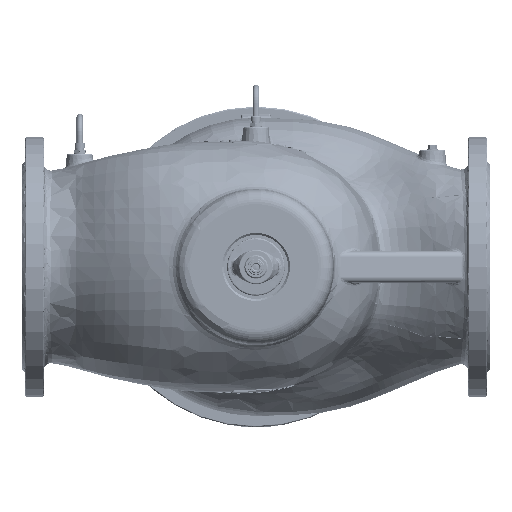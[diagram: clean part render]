
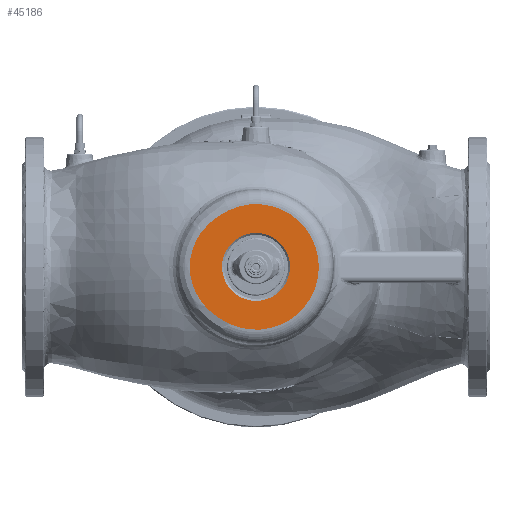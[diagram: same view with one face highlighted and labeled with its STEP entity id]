
A CAD part, front view. The second image highlights one B-rep face of the part: STEP entity #45186.
In plain terms, the highlighted planar face has unit normal (0, -1, 0).
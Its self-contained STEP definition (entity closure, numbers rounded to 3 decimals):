
#5025=CARTESIAN_POINT('',(0.,-257.,0.));
#5026=DIRECTION('',(0.,1.,0.));
#5027=DIRECTION('',(-0.423,0.,0.906));
#5028=AXIS2_PLACEMENT_3D('',#5025,#5026,#5027);
#5030=CARTESIAN_POINT('',(0.,-257.,0.));
#5031=DIRECTION('',(0.,1.,0.));
#5032=DIRECTION('',(1.,0.,-0.014));
#5033=AXIS2_PLACEMENT_3D('',#5030,#5031,#5032);
#5035=CARTESIAN_POINT('',(-41.476,-257.,-88.758));
#5036=CARTESIAN_POINT('',(-41.582,-257.,-88.708));
#5037=CARTESIAN_POINT('',(-43.916,-257.,
-87.613));
#5038=CARTESIAN_POINT('',(-48.378,-257.,
-85.357));
#5039=CARTESIAN_POINT('',(-54.626,-257.,
-81.746));
#5040=CARTESIAN_POINT('',(-60.514,-257.,-77.892));
#5041=CARTESIAN_POINT('',(-66.067,-257.,
-73.79));
#5042=CARTESIAN_POINT('',(-71.352,-257.,-69.378));
#5043=CARTESIAN_POINT('',(-76.361,-257.,
-64.622));
#5044=CARTESIAN_POINT('',(-80.676,-257.,
-59.931));
#5045=CARTESIAN_POINT('',(-83.23,-257.,
-56.779));
#5046=CARTESIAN_POINT('',(-84.29,-257.,
-55.393));
#5048=CARTESIAN_POINT('',(-84.29,-257.,
-55.393));
#5049=CARTESIAN_POINT('',(-87.218,-257.,
-51.567));
#5050=CARTESIAN_POINT('',(-92.727,-257.,
-43.1));
#5051=CARTESIAN_POINT('',(-98.921,-257.,
-29.073));
#5052=CARTESIAN_POINT('',(-102.614,-257.,-14.412));
#5053=CARTESIAN_POINT('',(-103.404,-257.,
-4.614));
#5054=CARTESIAN_POINT('',(-103.404,-257.,
0.));
#5056=CARTESIAN_POINT('',(-103.404,-257.,
0.));
#5057=CARTESIAN_POINT('',(-103.404,-257.,
4.608));
#5058=CARTESIAN_POINT('',(-102.616,-257.,14.4));
#5059=CARTESIAN_POINT('',(-98.927,-257.,
29.056));
#5060=CARTESIAN_POINT('',(-92.734,-257.,
43.089));
#5061=CARTESIAN_POINT('',(-87.222,-257.,
51.561));
#5062=CARTESIAN_POINT('',(-84.291,-257.,
55.391));
#5064=CARTESIAN_POINT('',(-84.291,-257.,
55.391));
#5065=CARTESIAN_POINT('',(-83.331,-257.,
56.646));
#5066=CARTESIAN_POINT('',(-80.91,-257.,
59.651));
#5067=CARTESIAN_POINT('',(-76.773,-257.,
64.199));
#5068=CARTESIAN_POINT('',(-71.849,-257.,68.931));
#5069=CARTESIAN_POINT('',(-66.619,-257.,73.354));
#5070=CARTESIAN_POINT('',(-61.053,-257.,77.517));
#5071=CARTESIAN_POINT('',(-55.069,-257.,81.476));
#5072=CARTESIAN_POINT('',(-48.658,-257.,85.209));
#5073=CARTESIAN_POINT('',(-44.038,-257.,
87.555));
#5074=CARTESIAN_POINT('',(-41.608,-257.,88.696));
#5075=CARTESIAN_POINT('',(-41.476,-257.,88.758));
#5077=CARTESIAN_POINT('',(0.,-257.,0.));
#5078=DIRECTION('',(0.,-1.,0.));
#5079=DIRECTION('',(-1.,0.,0.));
#5080=AXIS2_PLACEMENT_3D('',#5077,#5078,#5079);
#5082=CARTESIAN_POINT('',(0.,-257.,0.));
#5083=DIRECTION('',(0.,-1.,0.));
#5084=DIRECTION('',(1.,0.,0.));
#5085=AXIS2_PLACEMENT_3D('',#5082,#5083,#5084);
#26526=CARTESIAN_POINT('',(-41.476,-257.,88.758));
#26527=VERTEX_POINT('',#26526);
#26528=VERTEX_POINT('',#5064);
#26535=CARTESIAN_POINT('',(-41.476,-257.,-88.758));
#26536=VERTEX_POINT('',#26535);
#26537=CARTESIAN_POINT('',(97.961,-257.,-1.329));
#26538=VERTEX_POINT('',#26537);
#30021=CARTESIAN_POINT('',(-53.,-257.,0.));
#30022=CARTESIAN_POINT('',(53.,-257.,0.));
#30023=VERTEX_POINT('',#30021);
#30024=VERTEX_POINT('',#30022);
#30025=VERTEX_POINT('',#5046);
#30026=VERTEX_POINT('',#5054);
#45165=CARTESIAN_POINT('',(0.,-257.,0.));
#45166=DIRECTION('',(0.,-1.,0.));
#45167=DIRECTION('',(1.,0.,0.));
#45168=AXIS2_PLACEMENT_3D('',#45165,#45166,#45167);
#45169=PLANE('',#45168);
#45170=ORIENTED_EDGE('',*,*,#35571,.T.);
#45171=ORIENTED_EDGE('',*,*,#35569,.T.);
#45173=ORIENTED_EDGE('',*,*,#45172,.T.);
#45175=ORIENTED_EDGE('',*,*,#45174,.T.);
#45177=ORIENTED_EDGE('',*,*,#45176,.T.);
#45178=ORIENTED_EDGE('',*,*,#35548,.T.);
#45179=EDGE_LOOP('',(#45170,#45171,#45173,#45175,#45177,#45178));
#45180=FACE_OUTER_BOUND('',#45179,.F.);
#45181=ORIENTED_EDGE('',*,*,#45155,.T.);
#45183=ORIENTED_EDGE('',*,*,#45182,.T.);
#45184=EDGE_LOOP('',(#45181,#45183));
#45185=FACE_BOUND('',#45184,.F.);
#45186=ADVANCED_FACE('',(#45180,#45185),#45169,.T.);
#5029=CIRCLE('',#5028,97.97);
#5034=CIRCLE('',#5033,97.97);
#5047=B_SPLINE_CURVE_WITH_KNOTS('',3,(#5035,#5036,#5037,#5038,#5039,#5040,#5041,
#5042,#5043,#5044,#5045,#5046),.UNSPECIFIED.,.F.,.F.,(4,1,1,1,1,1,1,1,1,4),
(0.,0.006,0.14,0.272,0.399,
0.524,0.649,0.776,0.903,1.),
.UNSPECIFIED.);
#5055=B_SPLINE_CURVE_WITH_KNOTS('',3,(#5048,#5049,#5050,#5051,#5052,#5053,
#5054),.UNSPECIFIED.,.F.,.F.,(4,1,1,1,4),(0.,0.243,
0.507,0.767,1.),.UNSPECIFIED.);
#5063=B_SPLINE_CURVE_WITH_KNOTS('',3,(#5056,#5057,#5058,#5059,#5060,#5061,
#5062),.UNSPECIFIED.,.F.,.F.,(4,1,1,1,4),(0.,0.232,
0.493,0.757,1.),.UNSPECIFIED.);
#5076=B_SPLINE_CURVE_WITH_KNOTS('',3,(#5064,#5065,#5066,#5067,#5068,#5069,#5070,
#5071,#5072,#5073,#5074,#5075),.UNSPECIFIED.,.F.,.F.,(4,1,1,1,1,1,1,1,1,4),
(0.,0.087,0.213,0.339,0.463,
0.589,0.718,0.854,0.992,1.),
.UNSPECIFIED.);
#5081=CIRCLE('',#5080,53.);
#5086=CIRCLE('',#5085,53.);
#35548=EDGE_CURVE('',#26528,#26527,#5076,.T.);
#35569=EDGE_CURVE('',#26538,#26536,#5034,.T.);
#35571=EDGE_CURVE('',#26527,#26538,#5029,.T.);
#45155=EDGE_CURVE('',#30023,#30024,#5081,.T.);
#45172=EDGE_CURVE('',#26536,#30025,#5047,.T.);
#45174=EDGE_CURVE('',#30025,#30026,#5055,.T.);
#45176=EDGE_CURVE('',#30026,#26528,#5063,.T.);
#45182=EDGE_CURVE('',#30024,#30023,#5086,.T.);
